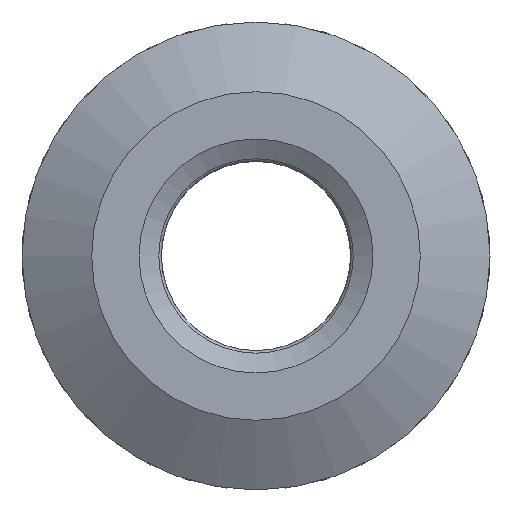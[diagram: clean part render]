
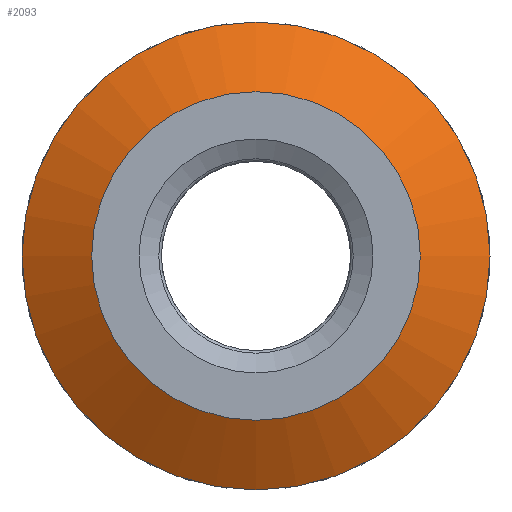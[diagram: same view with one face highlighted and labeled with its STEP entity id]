
A CAD part, front view. The second image highlights one B-rep face of the part: STEP entity #2093.
In plain terms, the highlighted conical face has half-angle 60 degrees and reference radius 5.618 mm.
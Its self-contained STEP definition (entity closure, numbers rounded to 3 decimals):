
#92=LINE('',#3922,#176);
#176=VECTOR('',#2982,5.618);
#276=CONICAL_SURFACE('',#2392,5.618,1.047);
#381=FACE_OUTER_BOUND('',#507,.T.);
#507=EDGE_LOOP('',(#1697,#1698,#1699,#1700,#1701));
#711=CIRCLE('',#2393,8.);
#712=CIRCLE('',#2394,5.618);
#713=CIRCLE('',#2395,8.);
#940=VERTEX_POINT('',#3918);
#941=VERTEX_POINT('',#3919);
#942=VERTEX_POINT('',#3921);
#1216=EDGE_CURVE('',#940,#941,#711,.T.);
#1217=EDGE_CURVE('',#941,#942,#92,.T.);
#1218=EDGE_CURVE('',#942,#942,#712,.T.);
#1219=EDGE_CURVE('',#941,#940,#713,.T.);
#1697=ORIENTED_EDGE('',*,*,#1216,.T.);
#1698=ORIENTED_EDGE('',*,*,#1217,.T.);
#1699=ORIENTED_EDGE('',*,*,#1218,.F.);
#1700=ORIENTED_EDGE('',*,*,#1217,.F.);
#1701=ORIENTED_EDGE('',*,*,#1219,.T.);
#2093=ADVANCED_FACE('',(#381),#276,.T.);
#2392=AXIS2_PLACEMENT_3D('',#3917,#2978,#2979);
#2393=AXIS2_PLACEMENT_3D('',#3920,#2980,#2981);
#2394=AXIS2_PLACEMENT_3D('',#3923,#2983,#2984);
#2395=AXIS2_PLACEMENT_3D('',#3924,#2985,#2986);
#2978=DIRECTION('center_axis',(0.,1.,0.));
#2979=DIRECTION('ref_axis',(-1.,0.,0.));
#2980=DIRECTION('center_axis',(0.,-1.,0.));
#2981=DIRECTION('ref_axis',(1.,0.,0.));
#2982=DIRECTION('',(-0.866,-0.5,0.));
#2983=DIRECTION('center_axis',(0.,-1.,0.));
#2984=DIRECTION('ref_axis',(1.,0.,0.));
#2985=DIRECTION('center_axis',(0.,-1.,0.));
#2986=DIRECTION('ref_axis',(1.,0.,0.));
#3917=CARTESIAN_POINT('Origin',(78.952,61.567,0.));
#3918=CARTESIAN_POINT('',(70.952,62.942,0.));
#3919=CARTESIAN_POINT('',(86.952,62.942,0.));
#3920=CARTESIAN_POINT('Origin',(78.952,62.942,0.));
#3921=CARTESIAN_POINT('',(84.571,61.567,0.));
#3922=CARTESIAN_POINT('',(84.571,61.567,0.));
#3923=CARTESIAN_POINT('Origin',(78.952,61.567,0.));
#3924=CARTESIAN_POINT('Origin',(78.952,62.942,0.));
